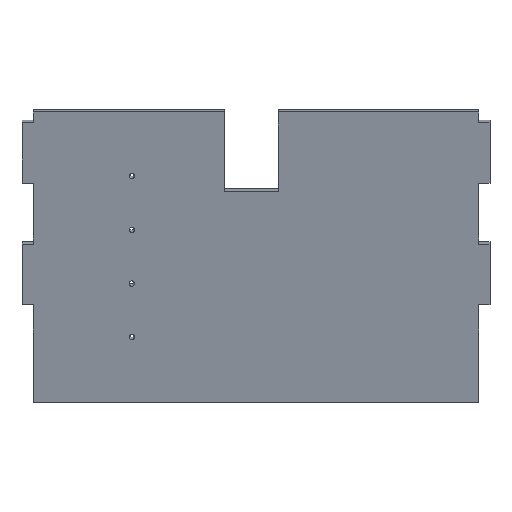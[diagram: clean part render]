
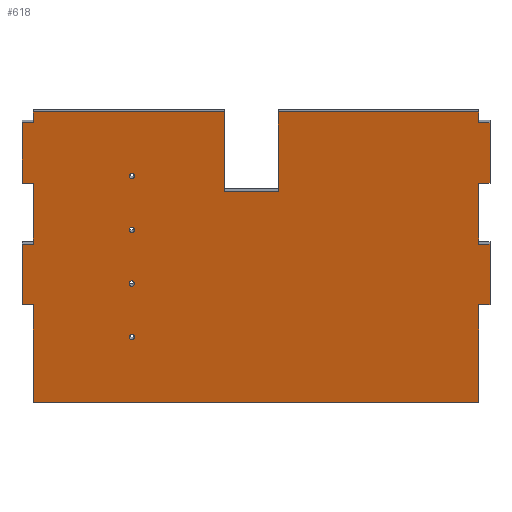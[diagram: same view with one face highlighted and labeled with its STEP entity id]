
A CAD part, front view. The second image highlights one B-rep face of the part: STEP entity #618.
In plain terms, the highlighted planar face has unit normal (0, -0.974, -0.225).
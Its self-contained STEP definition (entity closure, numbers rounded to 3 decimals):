
#19=FACE_BOUND('',#113,.T.);
#20=FACE_BOUND('',#114,.T.);
#21=FACE_BOUND('',#115,.T.);
#22=FACE_BOUND('',#116,.T.);
#48=PLANE('',#679);
#78=FACE_OUTER_BOUND('',#112,.T.);
#112=EDGE_LOOP('',(#557,#558,#559,#560,#561,#562,#563,#564,#565,#566,#567,
#568,#569,#570,#571,#572,#573,#574,#575,#576,#577,#578,#579,#580));
#113=EDGE_LOOP('',(#581));
#114=EDGE_LOOP('',(#582));
#115=EDGE_LOOP('',(#583));
#116=EDGE_LOOP('',(#584));
#121=LINE('',#862,#197);
#125=LINE('',#870,#201);
#128=LINE('',#876,#204);
#131=LINE('',#882,#207);
#134=LINE('',#888,#210);
#137=LINE('',#894,#213);
#140=LINE('',#900,#216);
#143=LINE('',#906,#219);
#146=LINE('',#912,#222);
#149=LINE('',#918,#225);
#152=LINE('',#924,#228);
#155=LINE('',#930,#231);
#158=LINE('',#936,#234);
#161=LINE('',#942,#237);
#164=LINE('',#948,#240);
#167=LINE('',#954,#243);
#170=LINE('',#960,#246);
#173=LINE('',#966,#249);
#176=LINE('',#972,#252);
#179=LINE('',#978,#255);
#182=LINE('',#984,#258);
#185=LINE('',#990,#261);
#188=LINE('',#996,#264);
#191=LINE('',#1001,#267);
#197=VECTOR('',#712,10.166);
#201=VECTOR('',#718,57.526);
#204=VECTOR('',#723,10.166);
#207=VECTOR('',#728,92.421);
#210=VECTOR('',#733,411.326);
#213=VECTOR('',#738,92.421);
#216=VECTOR('',#743,10.166);
#219=VECTOR('',#748,57.526);
#222=VECTOR('',#753,10.166);
#225=VECTOR('',#758,57.526);
#228=VECTOR('',#763,10.166);
#231=VECTOR('',#768,57.526);
#234=VECTOR('',#773,10.166);
#237=VECTOR('',#778,10.);
#240=VECTOR('',#783,176.326);
#243=VECTOR('',#788,75.);
#246=VECTOR('',#793,50.);
#249=VECTOR('',#798,75.);
#252=VECTOR('',#803,185.);
#255=VECTOR('',#808,10.);
#258=VECTOR('',#813,10.166);
#261=VECTOR('',#818,57.526);
#264=VECTOR('',#823,10.166);
#267=VECTOR('',#828,57.526);
#270=CIRCLE('',#644,2.54);
#272=CIRCLE('',#647,2.54);
#274=CIRCLE('',#650,2.54);
#276=CIRCLE('',#653,2.54);
#278=VERTEX_POINT('',#838);
#280=VERTEX_POINT('',#844);
#282=VERTEX_POINT('',#850);
#284=VERTEX_POINT('',#856);
#285=VERTEX_POINT('',#860);
#286=VERTEX_POINT('',#861);
#289=VERTEX_POINT('',#869);
#291=VERTEX_POINT('',#875);
#293=VERTEX_POINT('',#881);
#295=VERTEX_POINT('',#887);
#297=VERTEX_POINT('',#893);
#299=VERTEX_POINT('',#899);
#301=VERTEX_POINT('',#905);
#303=VERTEX_POINT('',#911);
#305=VERTEX_POINT('',#917);
#307=VERTEX_POINT('',#923);
#309=VERTEX_POINT('',#929);
#311=VERTEX_POINT('',#935);
#313=VERTEX_POINT('',#941);
#315=VERTEX_POINT('',#947);
#317=VERTEX_POINT('',#953);
#319=VERTEX_POINT('',#959);
#321=VERTEX_POINT('',#965);
#323=VERTEX_POINT('',#971);
#325=VERTEX_POINT('',#977);
#327=VERTEX_POINT('',#983);
#329=VERTEX_POINT('',#989);
#331=VERTEX_POINT('',#995);
#335=EDGE_CURVE('',#278,#278,#270,.T.);
#338=EDGE_CURVE('',#280,#280,#272,.T.);
#341=EDGE_CURVE('',#282,#282,#274,.T.);
#344=EDGE_CURVE('',#284,#284,#276,.T.);
#345=EDGE_CURVE('',#285,#286,#121,.T.);
#349=EDGE_CURVE('',#286,#289,#125,.T.);
#352=EDGE_CURVE('',#289,#291,#128,.T.);
#355=EDGE_CURVE('',#291,#293,#131,.T.);
#358=EDGE_CURVE('',#293,#295,#134,.T.);
#361=EDGE_CURVE('',#295,#297,#137,.T.);
#364=EDGE_CURVE('',#297,#299,#140,.T.);
#367=EDGE_CURVE('',#299,#301,#143,.T.);
#370=EDGE_CURVE('',#301,#303,#146,.T.);
#373=EDGE_CURVE('',#303,#305,#149,.T.);
#376=EDGE_CURVE('',#305,#307,#152,.T.);
#379=EDGE_CURVE('',#307,#309,#155,.T.);
#382=EDGE_CURVE('',#309,#311,#158,.T.);
#385=EDGE_CURVE('',#311,#313,#161,.T.);
#388=EDGE_CURVE('',#313,#315,#164,.T.);
#391=EDGE_CURVE('',#315,#317,#167,.T.);
#394=EDGE_CURVE('',#317,#319,#170,.T.);
#397=EDGE_CURVE('',#319,#321,#173,.T.);
#400=EDGE_CURVE('',#321,#323,#176,.T.);
#403=EDGE_CURVE('',#323,#325,#179,.T.);
#406=EDGE_CURVE('',#325,#327,#182,.T.);
#409=EDGE_CURVE('',#327,#329,#185,.T.);
#412=EDGE_CURVE('',#329,#331,#188,.T.);
#415=EDGE_CURVE('',#331,#285,#191,.T.);
#557=ORIENTED_EDGE('',*,*,#345,.F.);
#558=ORIENTED_EDGE('',*,*,#415,.F.);
#559=ORIENTED_EDGE('',*,*,#412,.F.);
#560=ORIENTED_EDGE('',*,*,#409,.F.);
#561=ORIENTED_EDGE('',*,*,#406,.F.);
#562=ORIENTED_EDGE('',*,*,#403,.F.);
#563=ORIENTED_EDGE('',*,*,#400,.F.);
#564=ORIENTED_EDGE('',*,*,#397,.F.);
#565=ORIENTED_EDGE('',*,*,#394,.F.);
#566=ORIENTED_EDGE('',*,*,#391,.F.);
#567=ORIENTED_EDGE('',*,*,#388,.F.);
#568=ORIENTED_EDGE('',*,*,#385,.F.);
#569=ORIENTED_EDGE('',*,*,#382,.F.);
#570=ORIENTED_EDGE('',*,*,#379,.F.);
#571=ORIENTED_EDGE('',*,*,#376,.F.);
#572=ORIENTED_EDGE('',*,*,#373,.F.);
#573=ORIENTED_EDGE('',*,*,#370,.F.);
#574=ORIENTED_EDGE('',*,*,#367,.F.);
#575=ORIENTED_EDGE('',*,*,#364,.F.);
#576=ORIENTED_EDGE('',*,*,#361,.F.);
#577=ORIENTED_EDGE('',*,*,#358,.F.);
#578=ORIENTED_EDGE('',*,*,#355,.F.);
#579=ORIENTED_EDGE('',*,*,#352,.F.);
#580=ORIENTED_EDGE('',*,*,#349,.F.);
#581=ORIENTED_EDGE('',*,*,#335,.T.);
#582=ORIENTED_EDGE('',*,*,#338,.T.);
#583=ORIENTED_EDGE('',*,*,#341,.T.);
#584=ORIENTED_EDGE('',*,*,#344,.T.);
#618=ADVANCED_FACE('',(#78,#19,#20,#21,#22),#48,.F.);
#644=AXIS2_PLACEMENT_3D('',#840,#687,#688);
#647=AXIS2_PLACEMENT_3D('',#846,#694,#695);
#650=AXIS2_PLACEMENT_3D('',#852,#701,#702);
#653=AXIS2_PLACEMENT_3D('',#858,#708,#709);
#679=AXIS2_PLACEMENT_3D('',#1004,#832,#833);
#687=DIRECTION('center_axis',(0.,0.974,0.225));
#688=DIRECTION('ref_axis',(1.,0.,0.));
#694=DIRECTION('center_axis',(0.,0.974,0.225));
#695=DIRECTION('ref_axis',(1.,0.,0.));
#701=DIRECTION('center_axis',(0.,0.974,0.225));
#702=DIRECTION('ref_axis',(1.,0.,0.));
#708=DIRECTION('center_axis',(0.,0.974,0.225));
#709=DIRECTION('ref_axis',(1.,0.,0.));
#712=DIRECTION('',(1.,0.,0.));
#718=DIRECTION('',(0.,0.225,-0.974));
#723=DIRECTION('',(-1.,0.,0.));
#728=DIRECTION('',(0.,0.225,-0.974));
#733=DIRECTION('',(-1.,0.,0.));
#738=DIRECTION('',(0.,-0.225,0.974));
#743=DIRECTION('',(-1.,0.,0.));
#748=DIRECTION('',(0.,-0.225,0.974));
#753=DIRECTION('',(1.,0.,0.));
#758=DIRECTION('',(0.,-0.225,0.974));
#763=DIRECTION('',(-1.,0.,0.));
#768=DIRECTION('',(0.,-0.225,0.974));
#773=DIRECTION('',(1.,0.,0.));
#778=DIRECTION('',(0.,-0.225,0.974));
#783=DIRECTION('',(1.,0.,0.));
#788=DIRECTION('',(0.,0.225,-0.974));
#793=DIRECTION('',(1.,0.,0.));
#798=DIRECTION('',(0.,-0.225,0.974));
#803=DIRECTION('',(1.,0.,0.));
#808=DIRECTION('',(0.,0.225,-0.974));
#813=DIRECTION('',(1.,0.,0.));
#818=DIRECTION('',(0.,0.225,-0.974));
#823=DIRECTION('',(-1.,0.,0.));
#828=DIRECTION('',(0.,0.225,-0.974));
#832=DIRECTION('center_axis',(0.,0.974,0.225));
#833=DIRECTION('ref_axis',(0.,-0.225,0.974));
#838=CARTESIAN_POINT('',(-1071.906,92.231,543.087));
#840=CARTESIAN_POINT('Origin',(-1069.366,92.231,543.087));
#844=CARTESIAN_POINT('',(-1071.906,103.659,493.589));
#846=CARTESIAN_POINT('Origin',(-1069.366,103.659,493.589));
#850=CARTESIAN_POINT('',(-1071.906,80.804,592.585));
#852=CARTESIAN_POINT('Origin',(-1069.366,80.804,592.585));
#856=CARTESIAN_POINT('',(-1071.906,115.086,444.091));
#858=CARTESIAN_POINT('Origin',(-1069.366,115.086,444.091));
#860=CARTESIAN_POINT('',(-749.124,95.257,529.979));
#861=CARTESIAN_POINT('',(-738.958,95.257,529.979));
#862=CARTESIAN_POINT('',(-749.124,95.257,529.979));
#869=CARTESIAN_POINT('',(-738.958,108.198,473.927));
#870=CARTESIAN_POINT('',(-738.958,95.257,529.979));
#875=CARTESIAN_POINT('',(-749.124,108.198,473.927));
#876=CARTESIAN_POINT('',(-738.958,108.198,473.927));
#881=CARTESIAN_POINT('',(-749.124,128.988,383.875));
#882=CARTESIAN_POINT('',(-749.124,108.198,473.927));
#887=CARTESIAN_POINT('',(-1160.45,128.988,383.875));
#888=CARTESIAN_POINT('',(-749.124,128.988,383.875));
#893=CARTESIAN_POINT('',(-1160.45,108.198,473.927));
#894=CARTESIAN_POINT('',(-1160.45,128.988,383.875));
#899=CARTESIAN_POINT('',(-1170.617,108.198,473.927));
#900=CARTESIAN_POINT('',(-1160.45,108.198,473.927));
#905=CARTESIAN_POINT('',(-1170.617,95.257,529.979));
#906=CARTESIAN_POINT('',(-1170.617,108.198,473.927));
#911=CARTESIAN_POINT('',(-1160.45,95.257,529.979));
#912=CARTESIAN_POINT('',(-1170.617,95.257,529.979));
#917=CARTESIAN_POINT('',(-1160.45,82.317,586.031));
#918=CARTESIAN_POINT('',(-1160.45,95.257,529.979));
#923=CARTESIAN_POINT('',(-1170.617,82.317,586.031));
#924=CARTESIAN_POINT('',(-1160.45,82.317,586.031));
#929=CARTESIAN_POINT('',(-1170.617,69.376,642.083));
#930=CARTESIAN_POINT('',(-1170.617,82.317,586.031));
#935=CARTESIAN_POINT('',(-1160.45,69.376,642.083));
#936=CARTESIAN_POINT('',(-1170.617,69.376,642.083));
#941=CARTESIAN_POINT('',(-1160.45,67.127,651.827));
#942=CARTESIAN_POINT('',(-1160.45,69.376,642.083));
#947=CARTESIAN_POINT('',(-984.124,67.127,651.827));
#948=CARTESIAN_POINT('',(-1160.45,67.127,651.827));
#953=CARTESIAN_POINT('',(-984.124,83.998,578.749));
#954=CARTESIAN_POINT('',(-984.124,67.127,651.827));
#959=CARTESIAN_POINT('',(-934.124,83.998,578.749));
#960=CARTESIAN_POINT('',(-984.124,83.998,578.749));
#965=CARTESIAN_POINT('',(-934.124,67.127,651.827));
#966=CARTESIAN_POINT('',(-934.124,83.998,578.749));
#971=CARTESIAN_POINT('',(-749.124,67.127,651.827));
#972=CARTESIAN_POINT('',(-934.124,67.127,651.827));
#977=CARTESIAN_POINT('',(-749.124,69.376,642.083));
#978=CARTESIAN_POINT('',(-749.124,67.127,651.827));
#983=CARTESIAN_POINT('',(-738.958,69.376,642.083));
#984=CARTESIAN_POINT('',(-749.124,69.376,642.083));
#989=CARTESIAN_POINT('',(-738.958,82.317,586.031));
#990=CARTESIAN_POINT('',(-738.958,69.376,642.083));
#995=CARTESIAN_POINT('',(-749.124,82.317,586.031));
#996=CARTESIAN_POINT('',(-738.958,82.317,586.031));
#1001=CARTESIAN_POINT('',(-749.124,82.317,586.031));
#1004=CARTESIAN_POINT('Origin',(0.,206.601,47.698));
